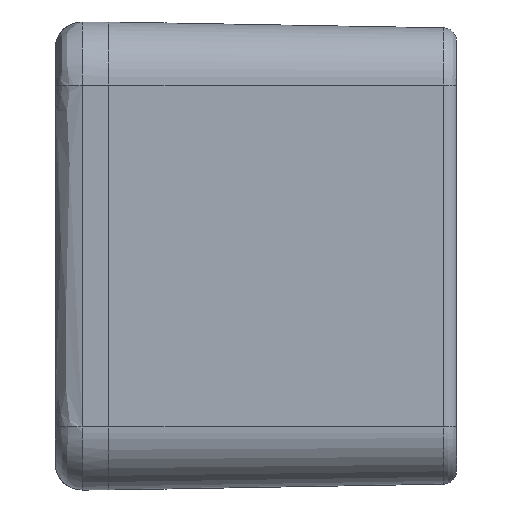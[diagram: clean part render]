
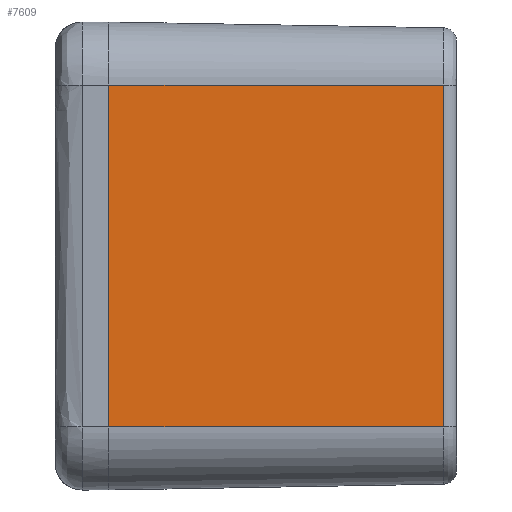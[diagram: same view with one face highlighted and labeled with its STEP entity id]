
A CAD part, left-side view. The second image highlights one B-rep face of the part: STEP entity #7609.
In plain terms, the highlighted planar face has unit normal (-1, -0.018, 0).
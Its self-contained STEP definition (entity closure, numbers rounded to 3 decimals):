
#189 = DIRECTION ( 'NONE',  ( 0., 0., -1. ) ) ;
#711 = EDGE_LOOP ( 'NONE', ( #8647, #8432, #6720, #5019 ) ) ;
#752 = EDGE_CURVE ( 'NONE', #4724, #5609, #2071, .T. ) ;
#980 = LINE ( 'NONE', #8345, #3019 ) ;
#1160 = AXIS2_PLACEMENT_3D ( 'NONE', #3147, #3886, #9100 ) ;
#1194 = CARTESIAN_POINT ( 'NONE',  ( -44.5, 0.1, -12.788 ) ) ;
#1504 = VERTEX_POINT ( 'NONE', #1904 ) ;
#1904 = CARTESIAN_POINT ( 'NONE',  ( -44.5, 0.1, 12.788 ) ) ;
#2071 = LINE ( 'NONE', #9220, #5818 ) ;
#2352 = PLANE ( 'NONE',  #1160 ) ;
#2519 = EDGE_CURVE ( 'NONE', #1504, #3410, #7019, .T. ) ;
#2573 = LINE ( 'NONE', #6671, #8770 ) ;
#3019 = VECTOR ( 'NONE', #189, 1000. ) ;
#3147 = CARTESIAN_POINT ( 'NONE',  ( -44.5, 0.1, 12.788 ) ) ;
#3410 = VERTEX_POINT ( 'NONE', #8171 ) ;
#3886 = DIRECTION ( 'NONE',  ( -1., -0.017, 0. ) ) ;
#3962 = DIRECTION ( 'NONE',  ( 0.017, -1., 0. ) ) ;
#4005 = DIRECTION ( 'NONE',  ( 0.017, -1., 0. ) ) ;
#4522 = CARTESIAN_POINT ( 'NONE',  ( -44.063, -24.917, -12.788 ) ) ;
#4724 = VERTEX_POINT ( 'NONE', #1194 ) ;
#5019 = ORIENTED_EDGE ( 'NONE', *, *, #6338, .T. ) ;
#5609 = VERTEX_POINT ( 'NONE', #4522 ) ;
#5740 = VECTOR ( 'NONE', #3962, 1000. ) ;
#5818 = VECTOR ( 'NONE', #4005, 1000. ) ;
#5916 = DIRECTION ( 'NONE',  ( 0., 0., 1. ) ) ;
#6338 = EDGE_CURVE ( 'NONE', #1504, #4724, #980, .T. ) ;
#6671 = CARTESIAN_POINT ( 'NONE',  ( -44.063, -24.917, 12.788 ) ) ;
#6720 = ORIENTED_EDGE ( 'NONE', *, *, #2519, .F. ) ;
#7019 = LINE ( 'NONE', #8447, #5740 ) ;
#7609 = ADVANCED_FACE ( 'NONE', ( #8429 ), #2352, .T. ) ;
#8171 = CARTESIAN_POINT ( 'NONE',  ( -44.063, -24.917, 12.788 ) ) ;
#8345 = CARTESIAN_POINT ( 'NONE',  ( -44.5, 0.1, 12.788 ) ) ;
#8429 = FACE_OUTER_BOUND ( 'NONE', #711, .T. ) ;
#8432 = ORIENTED_EDGE ( 'NONE', *, *, #8908, .T. ) ;
#8447 = CARTESIAN_POINT ( 'NONE',  ( -44.5, 0.1, 12.788 ) ) ;
#8647 = ORIENTED_EDGE ( 'NONE', *, *, #752, .T. ) ;
#8770 = VECTOR ( 'NONE', #5916, 1000. ) ;
#8908 = EDGE_CURVE ( 'NONE', #5609, #3410, #2573, .T. ) ;
#9100 = DIRECTION ( 'NONE',  ( 0.017, -1., 0. ) ) ;
#9220 = CARTESIAN_POINT ( 'NONE',  ( -44.5, 0.1, -12.788 ) ) ;
